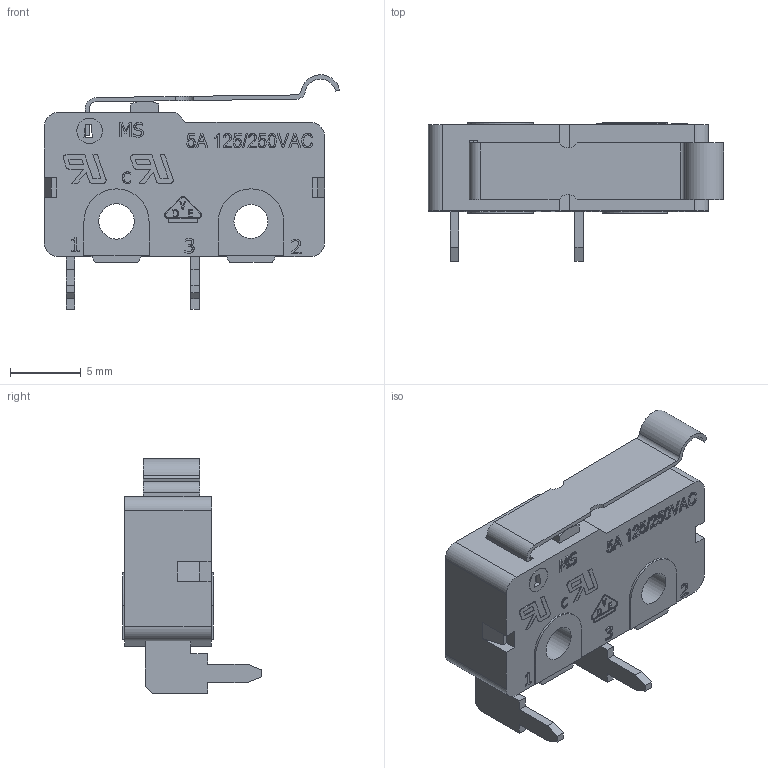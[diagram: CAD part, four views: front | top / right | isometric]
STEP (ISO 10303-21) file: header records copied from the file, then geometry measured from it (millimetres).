
FILE_DESCRIPTION((' '),'2;1');
FILE_NAME('MS085xx04FxxxV2C.stp','2017-08-03T10:14:33',(' '),(' '),' ','ACIS',' ');
FILE_SCHEMA(('CONFIG_CONTROL_DESIGN'));
Length unit declared in the file: inch
Products named in the file (1): MS085xx04FxxxV2C.stp
Bounding box: 20.87 x 9.8 x 16.56 mm (x, y, z)
Volume: 805.7 mm3; surface area: 1640.1 mm2
Topology: 1 solids, 3 shells, 753 faces, 2070 edges, 1377 vertices
Faces by surface type: plane 493, bspline 218, cylinder 42
Full cylindrical faces by diameter (mm): 1.8 x1, 2.4 x1, 2.5 x1
Entity records: 24929 total; most frequent: CARTESIAN_POINT 7066, ORIENTED_EDGE 4134, DIRECTION 2788, EDGE_CURVE 2067, VECTOR 1546, LINE 1546, VERTEX_POINT 1377, EDGE_LOOP 820
